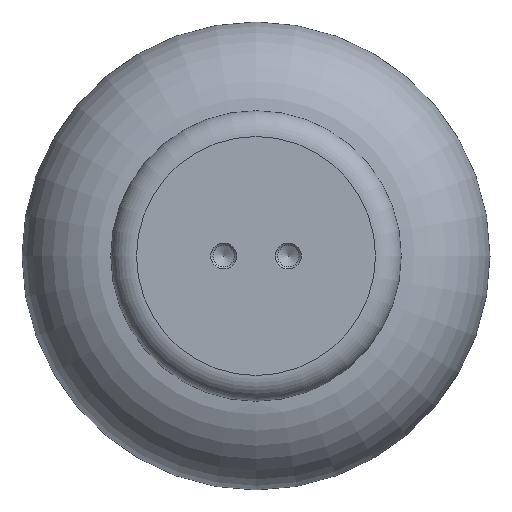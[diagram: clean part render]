
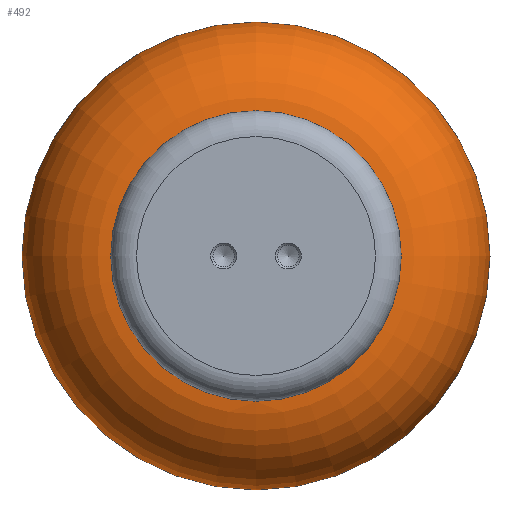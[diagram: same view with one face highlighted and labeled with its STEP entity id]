
A CAD part, front view. The second image highlights one B-rep face of the part: STEP entity #492.
In plain terms, the highlighted toroidal (fillet/blend) face has major radius 41 mm and minor radius 31.5 mm.
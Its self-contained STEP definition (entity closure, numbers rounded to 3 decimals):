
#39=TOROIDAL_SURFACE('',#537,41.,31.5);
#64=ORIENTED_EDGE('',*,*,#105,.T.);
#65=ORIENTED_EDGE('',*,*,#106,.F.);
#105=EDGE_CURVE('',#131,#131,#160,.T.);
#106=EDGE_CURVE('',#132,#132,#161,.T.);
#131=VERTEX_POINT('',#711);
#132=VERTEX_POINT('',#714);
#160=CIRCLE('',#536,41.);
#161=CIRCLE('',#538,41.);
#197=EDGE_LOOP('',(#64));
#198=EDGE_LOOP('',(#65));
#249=FACE_BOUND('',#197,.T.);
#250=FACE_BOUND('',#198,.T.);
#492=ADVANCED_FACE('',(#249,#250),#39,.T.);
#536=AXIS2_PLACEMENT_3D('',#710,#614,#615);
#537=AXIS2_PLACEMENT_3D('',#712,#616,#617);
#538=AXIS2_PLACEMENT_3D('',#713,#618,#619);
#614=DIRECTION('',(0.,-1.,0.));
#615=DIRECTION('',(0.,0.,-1.));
#616=DIRECTION('',(0.,-1.,0.));
#617=DIRECTION('',(0.,0.,-1.));
#618=DIRECTION('',(0.,-1.,0.));
#619=DIRECTION('',(0.,0.,-1.));
#710=CARTESIAN_POINT('',(0.,79.,0.));
#711=CARTESIAN_POINT('',(0.,79.,-41.));
#712=CARTESIAN_POINT('',(0.,47.5,0.));
#713=CARTESIAN_POINT('',(0.,16.,0.));
#714=CARTESIAN_POINT('',(0.,16.,-41.));
